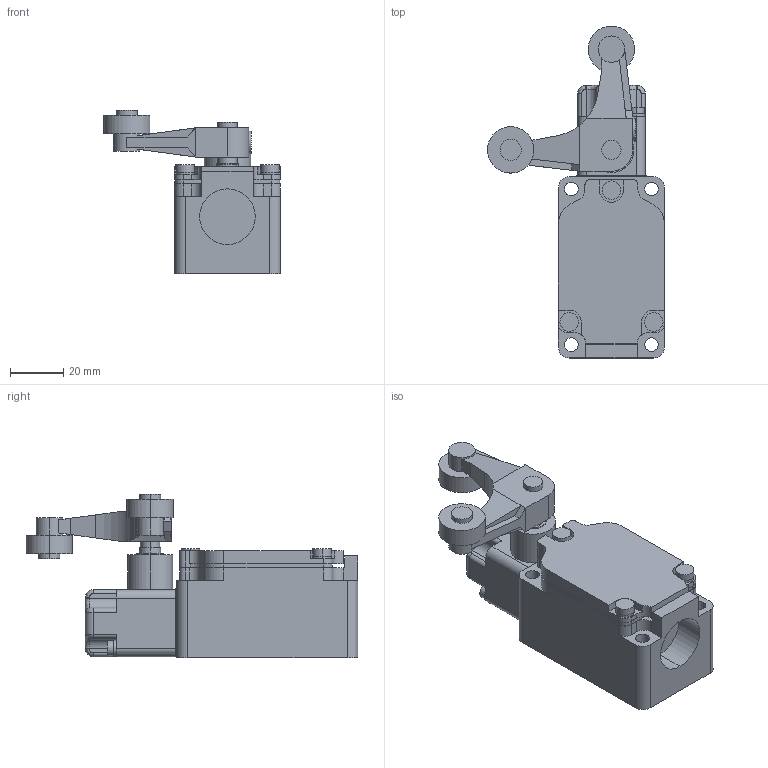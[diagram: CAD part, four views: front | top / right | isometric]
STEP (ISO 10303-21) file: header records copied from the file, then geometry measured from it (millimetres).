
FILE_DESCRIPTION (( 'STEP AP214' ), '1' );
FILE_NAME ('LIMSW-5105HT_3D.step', '2023-09-20T22:21:45', ( '' ), ( '' ), 'SwSTEP 2.0', 'SolidWorks 2022', '' );
FILE_SCHEMA (( 'AUTOMOTIVE_DESIGN' ));
Length unit declared in the file: inch
Products named in the file (4): LIMSW-5105HT_3D; WLCA32_41_N_HEAD; WLCA32_41_N_BASE; WL_5A100
Assembly tree (3 placements, depth 2):
  LIMSW-5105HT_3D
    WLCA32_41_N_HEAD
    WL_5A100
    WLCA32_41_N_BASE
Bounding box: 66.75 x 125.15 x 61.8 mm (x, y, z)
Volume: 134172 mm3; surface area: 28788.4 mm2
Topology: 3 solids, 3 shells, 304 faces, 754 edges, 490 vertices
Faces by surface type: plane 149, cylinder 143, bspline 12
Entity records: 13502 total; most frequent: CARTESIAN_POINT 1952, DIRECTION 1622, ORIENTED_EDGE 1508, EDGE_CURVE 754, AXIS2_PLACEMENT_3D 592, VERTEX_POINT 490, LINE 438, VECTOR 438
